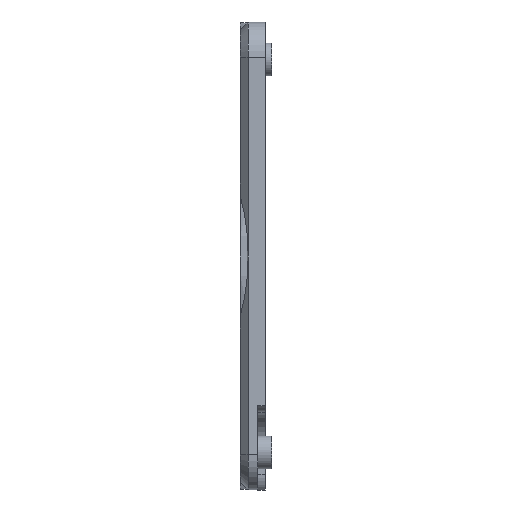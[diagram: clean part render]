
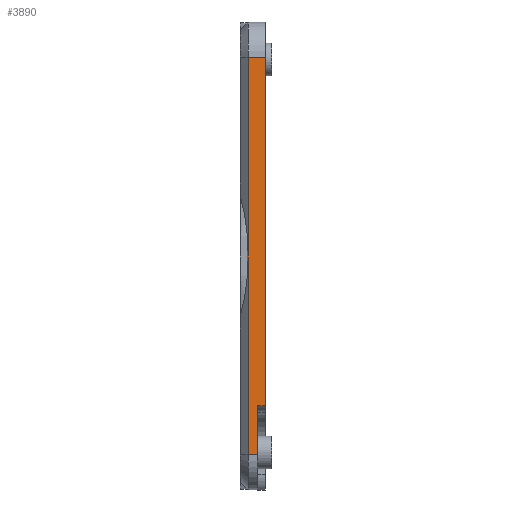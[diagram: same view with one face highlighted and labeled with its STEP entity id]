
A CAD part, front view. The second image highlights one B-rep face of the part: STEP entity #3890.
In plain terms, the highlighted planar face has unit normal (0, -1, 0).
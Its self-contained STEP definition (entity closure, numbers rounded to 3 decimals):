
#234=FACE_OUTER_BOUND('',#479,.T.);
#479=EDGE_LOOP('',(#3029,#3030,#3031,#3032,#3033,#3034,#3035));
#738=LINE('',#5990,#1128);
#779=LINE('',#6156,#1169);
#809=LINE('',#6246,#1199);
#819=LINE('',#6271,#1209);
#820=LINE('',#6275,#1210);
#821=LINE('',#6277,#1211);
#822=LINE('',#6278,#1212);
#1128=VECTOR('',#4775,10.);
#1169=VECTOR('',#4906,10.);
#1199=VECTOR('',#5012,10.);
#1209=VECTOR('',#5036,10.);
#1210=VECTOR('',#5041,10.);
#1211=VECTOR('',#5042,10.);
#1212=VECTOR('',#5043,10.);
#1690=VERTEX_POINT('',#5987);
#1691=VERTEX_POINT('',#5989);
#1770=VERTEX_POINT('',#6153);
#1771=VERTEX_POINT('',#6155);
#1801=VERTEX_POINT('',#6270);
#1802=VERTEX_POINT('',#6274);
#1803=VERTEX_POINT('',#6276);
#2097=EDGE_CURVE('',#1690,#1691,#738,.T.);
#2179=EDGE_CURVE('',#1771,#1770,#779,.T.);
#2224=EDGE_CURVE('',#1770,#1691,#809,.T.);
#2236=EDGE_CURVE('',#1771,#1801,#819,.T.);
#2238=EDGE_CURVE('',#1690,#1802,#820,.T.);
#2239=EDGE_CURVE('',#1803,#1802,#821,.T.);
#2240=EDGE_CURVE('',#1801,#1803,#822,.T.);
#3029=ORIENTED_EDGE('',*,*,#2224,.T.);
#3030=ORIENTED_EDGE('',*,*,#2097,.F.);
#3031=ORIENTED_EDGE('',*,*,#2238,.T.);
#3032=ORIENTED_EDGE('',*,*,#2239,.F.);
#3033=ORIENTED_EDGE('',*,*,#2240,.F.);
#3034=ORIENTED_EDGE('',*,*,#2236,.F.);
#3035=ORIENTED_EDGE('',*,*,#2179,.T.);
#3731=PLANE('',#4240);
#3890=ADVANCED_FACE('',(#234),#3731,.T.);
#4240=AXIS2_PLACEMENT_3D('',#6273,#5039,#5040);
#4775=DIRECTION('',(0.,0.,-1.));
#4906=DIRECTION('',(0.,0.,1.));
#5012=DIRECTION('',(1.,0.,0.));
#5036=DIRECTION('',(-1.,0.,0.));
#5039=DIRECTION('center_axis',(0.,-1.,0.));
#5040=DIRECTION('ref_axis',(0.,0.,1.));
#5041=DIRECTION('',(-1.,0.,0.));
#5042=DIRECTION('',(0.,0.,1.));
#5043=DIRECTION('',(0.,0.,1.));
#5987=CARTESIAN_POINT('',(-75.2,77.,-63.596));
#5989=CARTESIAN_POINT('',(-75.2,77.,-108.275));
#5990=CARTESIAN_POINT('',(-75.2,77.,-101.846));
#6153=CARTESIAN_POINT('',(-76.2,77.,-108.275));
#6155=CARTESIAN_POINT('',(-76.2,77.,-114.596));
#6156=CARTESIAN_POINT('',(-76.2,77.,-114.141));
#6246=CARTESIAN_POINT('',(-75.2,77.,-108.275));
#6270=CARTESIAN_POINT('',(-77.4,77.,-114.596));
#6271=CARTESIAN_POINT('',(-76.4,77.,-114.596));
#6273=CARTESIAN_POINT('Origin',(-76.4,77.,-114.596));
#6274=CARTESIAN_POINT('',(-77.4,77.,-63.596));
#6275=CARTESIAN_POINT('',(-76.4,77.,-63.596));
#6276=CARTESIAN_POINT('',(-77.4,77.,-89.096));
#6277=CARTESIAN_POINT('',(-77.4,77.,-103.374));
#6278=CARTESIAN_POINT('',(-77.4,77.,-103.374));
